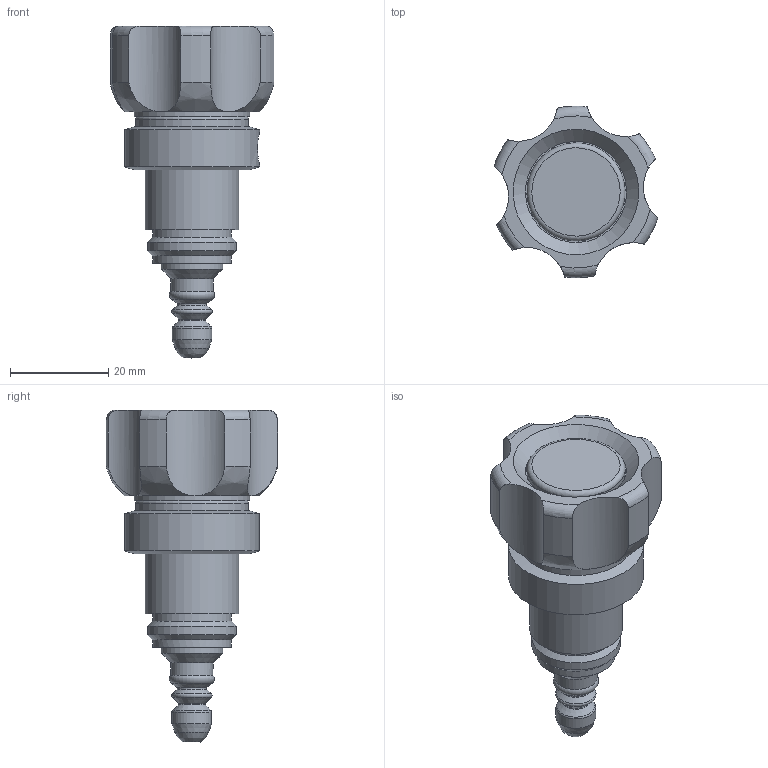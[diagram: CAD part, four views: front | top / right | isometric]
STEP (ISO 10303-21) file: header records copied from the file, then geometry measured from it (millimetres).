
FILE_DESCRIPTION(/* description */ ('This is a sample STEP configuration'),/* implementation_level */ '2;1');
FILE_NAME(/* name */ '445541.stp',/* time_stamp */ '2021-05-10T20:59:42+02:00',/* author */ ('powerJobs'),/* organization */ ('coolOrange'),/* preprocessor_version */ 'ST-DEVELOPER v18',/* originating_system */ 'Autodesk Inventor 2020',/* authorisation */ '');
FILE_SCHEMA (('AUTOMOTIVE_DESIGN { 1 0 10303 214 3 1 1 }'));
Length unit declared in the file: millimetre
Products named in the file (1): 445541
Bounding box: 33.39 x 35 x 67.61 mm (x, y, z)
Volume: 23746.1 mm3; surface area: 8852.5 mm2
Topology: 1 solids, 3 shells, 119 faces, 359 edges, 255 vertices
Faces by surface type: cylinder 42, cone 26, torus 22, plane 21, bspline 8
Full cylindrical faces by diameter (mm): 4 x1, 4.65 x1, 5 x1, 5.05 x1, 6.05 x1, 6.1 x1, 6.8 x1, 6.95 x1, 8.09 x1, 8.6 x1, 12.5 x1, 13 x1, 14 x2, 16 x2, 18 x1, 18.6 x2, 19 x1, 19.6 x1, 20 x1, 20.6 x1, 23 x1, 23.6 x1, 27.5 x1
Entity records: 4948 total; most frequent: CARTESIAN_POINT 1332, DIRECTION 790, ORIENTED_EDGE 716, EDGE_CURVE 358, AXIS2_PLACEMENT_3D 354, VERTEX_POINT 255, CIRCLE 242, EDGE_LOOP 135
